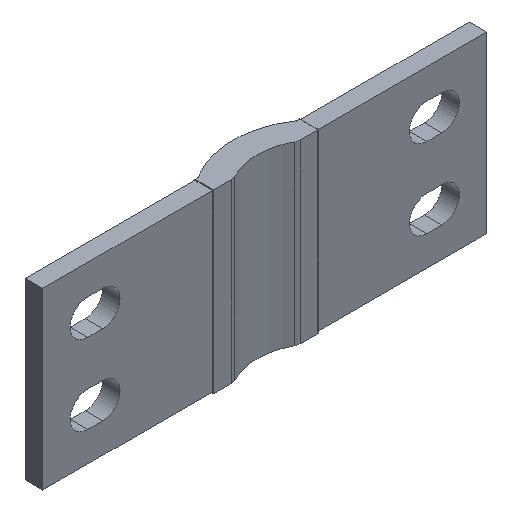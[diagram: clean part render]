
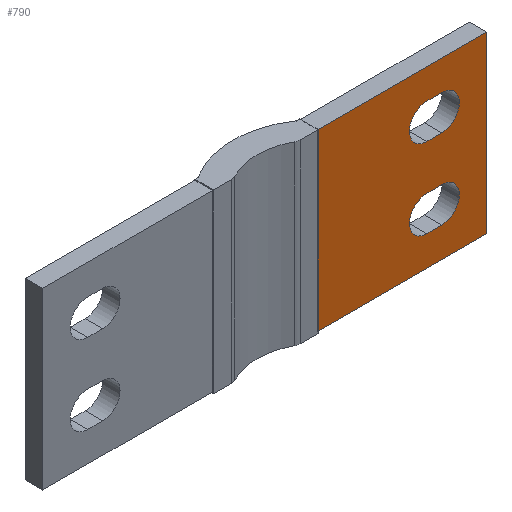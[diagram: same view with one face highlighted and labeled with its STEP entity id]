
A CAD part, isometric view. The second image highlights one B-rep face of the part: STEP entity #790.
In plain terms, the highlighted planar face has unit normal (0, -1, 0).
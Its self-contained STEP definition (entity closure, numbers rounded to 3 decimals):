
#33=FACE_BOUND('',#157,.T.);
#34=FACE_BOUND('',#158,.T.);
#40=CIRCLE('',#818,3.5);
#42=CIRCLE('',#822,3.5);
#48=CIRCLE('',#834,3.5);
#50=CIRCLE('',#838,3.5);
#108=FACE_OUTER_BOUND('',#156,.T.);
#156=EDGE_LOOP('',(#705,#706,#707,#708));
#157=EDGE_LOOP('',(#709,#710,#711,#712));
#158=EDGE_LOOP('',(#713,#714,#715,#716));
#171=LINE('',#1117,#255);
#176=LINE('',#1130,#260);
#187=LINE('',#1165,#271);
#192=LINE('',#1178,#276);
#200=LINE('',#1198,#284);
#211=LINE('',#1223,#295);
#229=LINE('',#1264,#313);
#236=LINE('',#1282,#320);
#255=VECTOR('',#901,10.);
#260=VECTOR('',#914,10.);
#271=VECTOR('',#949,10.);
#276=VECTOR('',#962,10.);
#284=VECTOR('',#978,10.);
#295=VECTOR('',#993,10.);
#313=VECTOR('',#1031,10.);
#320=VECTOR('',#1054,10.);
#339=VERTEX_POINT('',#1114);
#340=VERTEX_POINT('',#1116);
#342=VERTEX_POINT('',#1122);
#344=VERTEX_POINT('',#1128);
#355=VERTEX_POINT('',#1162);
#356=VERTEX_POINT('',#1164);
#358=VERTEX_POINT('',#1170);
#360=VERTEX_POINT('',#1176);
#366=VERTEX_POINT('',#1192);
#368=VERTEX_POINT('',#1196);
#379=VERTEX_POINT('',#1220);
#380=VERTEX_POINT('',#1222);
#415=EDGE_CURVE('',#340,#339,#171,.T.);
#419=EDGE_CURVE('',#339,#342,#40,.T.);
#422=EDGE_CURVE('',#342,#344,#176,.T.);
#424=EDGE_CURVE('',#344,#340,#42,.T.);
#439=EDGE_CURVE('',#356,#355,#187,.T.);
#443=EDGE_CURVE('',#355,#358,#48,.T.);
#446=EDGE_CURVE('',#358,#360,#192,.T.);
#448=EDGE_CURVE('',#360,#356,#50,.T.);
#456=EDGE_CURVE('',#366,#368,#200,.T.);
#467=EDGE_CURVE('',#379,#380,#211,.T.);
#489=EDGE_CURVE('',#379,#366,#229,.T.);
#498=EDGE_CURVE('',#380,#368,#236,.T.);
#705=ORIENTED_EDGE('',*,*,#489,.T.);
#706=ORIENTED_EDGE('',*,*,#456,.T.);
#707=ORIENTED_EDGE('',*,*,#498,.F.);
#708=ORIENTED_EDGE('',*,*,#467,.F.);
#709=ORIENTED_EDGE('',*,*,#415,.T.);
#710=ORIENTED_EDGE('',*,*,#419,.T.);
#711=ORIENTED_EDGE('',*,*,#422,.T.);
#712=ORIENTED_EDGE('',*,*,#424,.T.);
#713=ORIENTED_EDGE('',*,*,#439,.T.);
#714=ORIENTED_EDGE('',*,*,#443,.T.);
#715=ORIENTED_EDGE('',*,*,#446,.T.);
#716=ORIENTED_EDGE('',*,*,#448,.T.);
#752=PLANE('',#868);
#790=ADVANCED_FACE('',(#108,#33,#34),#752,.T.);
#818=AXIS2_PLACEMENT_3D('',#1124,#908,#909);
#822=AXIS2_PLACEMENT_3D('',#1133,#919,#920);
#834=AXIS2_PLACEMENT_3D('',#1172,#956,#957);
#838=AXIS2_PLACEMENT_3D('',#1181,#967,#968);
#868=AXIS2_PLACEMENT_3D('',#1303,#1079,#1080);
#901=DIRECTION('',(1.,0.,0.));
#908=DIRECTION('center_axis',(0.,1.,0.));
#909=DIRECTION('ref_axis',(0.,0.,1.));
#914=DIRECTION('',(-1.,0.,0.));
#919=DIRECTION('center_axis',(0.,1.,0.));
#920=DIRECTION('ref_axis',(0.,0.,-1.));
#949=DIRECTION('',(-1.,0.,0.));
#956=DIRECTION('center_axis',(0.,1.,0.));
#957=DIRECTION('ref_axis',(0.,0.,-1.));
#962=DIRECTION('',(1.,0.,0.));
#967=DIRECTION('center_axis',(0.,1.,0.));
#968=DIRECTION('ref_axis',(0.,0.,1.));
#978=DIRECTION('',(0.,0.,-1.));
#993=DIRECTION('',(0.,0.,-1.));
#1031=DIRECTION('',(-1.,0.,0.));
#1054=DIRECTION('',(-1.,0.,0.));
#1079=DIRECTION('center_axis',(0.,-1.,0.));
#1080=DIRECTION('ref_axis',(1.,0.,0.));
#1114=CARTESIAN_POINT('',(35.5,-1.75,13.));
#1116=CARTESIAN_POINT('',(32.5,-1.75,13.));
#1117=CARTESIAN_POINT('',(20.75,-1.75,13.));
#1122=CARTESIAN_POINT('',(35.5,-1.75,6.));
#1124=CARTESIAN_POINT('Origin',(35.5,-1.75,9.5));
#1128=CARTESIAN_POINT('',(32.5,-1.75,6.));
#1130=CARTESIAN_POINT('',(19.25,-1.75,6.));
#1133=CARTESIAN_POINT('Origin',(32.5,-1.75,9.5));
#1162=CARTESIAN_POINT('',(32.5,-1.75,22.));
#1164=CARTESIAN_POINT('',(35.5,-1.75,22.));
#1165=CARTESIAN_POINT('',(19.25,-1.75,22.));
#1170=CARTESIAN_POINT('',(32.5,-1.75,29.));
#1172=CARTESIAN_POINT('Origin',(32.5,-1.75,25.5));
#1176=CARTESIAN_POINT('',(35.5,-1.75,29.));
#1178=CARTESIAN_POINT('',(20.75,-1.75,29.));
#1181=CARTESIAN_POINT('Origin',(35.5,-1.75,25.5));
#1192=CARTESIAN_POINT('',(10.5,-1.75,35.));
#1196=CARTESIAN_POINT('',(10.5,-1.75,0.));
#1198=CARTESIAN_POINT('',(10.5,-1.75,-0.1));
#1220=CARTESIAN_POINT('',(44.5,-1.75,35.));
#1222=CARTESIAN_POINT('',(44.5,-1.75,0.));
#1223=CARTESIAN_POINT('',(44.5,-1.75,0.1));
#1264=CARTESIAN_POINT('',(44.5,-1.75,35.));
#1282=CARTESIAN_POINT('',(39.25,-1.75,0.));
#1303=CARTESIAN_POINT('Origin',(6.,-1.75,0.));
